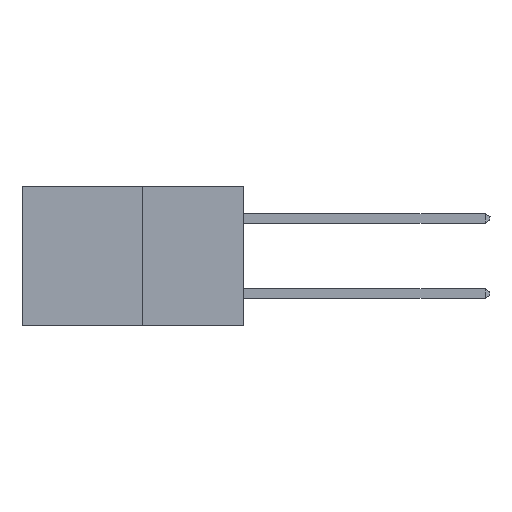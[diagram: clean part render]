
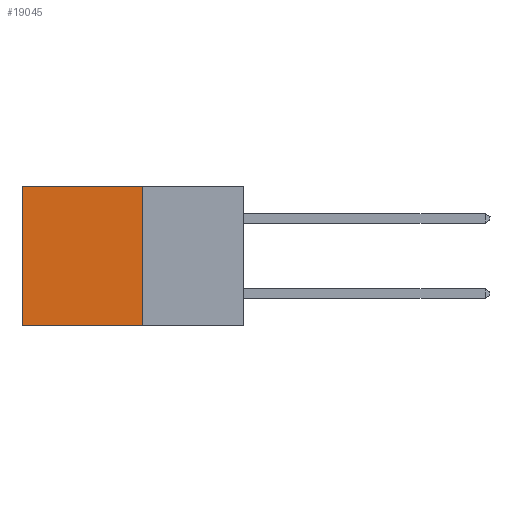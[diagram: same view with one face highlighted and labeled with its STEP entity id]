
A CAD part, left-side view. The second image highlights one B-rep face of the part: STEP entity #19045.
In plain terms, the highlighted planar face has unit normal (-1, 0, 0).
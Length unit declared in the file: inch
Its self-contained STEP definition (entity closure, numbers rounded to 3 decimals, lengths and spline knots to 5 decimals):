
#155 = DIRECTION ( 'NONE',  ( 0., 0., -1. ) ) ;
#223 = EDGE_CURVE ( 'NONE', #20271, #5523, #18806, .T. ) ;
#547 = LINE ( 'NONE', #15825, #14421 ) ;
#899 = CARTESIAN_POINT ( 'NONE',  ( 0.277, 0.59, -0.37 ) ) ;
#1581 = CARTESIAN_POINT ( 'NONE',  ( 0.277, 0.27, -0.37 ) ) ;
#3392 = ORIENTED_EDGE ( 'NONE', *, *, #15545, .T. ) ;
#3534 = LINE ( 'NONE', #8666, #19498 ) ;
#5523 = VERTEX_POINT ( 'NONE', #17701 ) ;
#5851 = EDGE_CURVE ( 'NONE', #20334, #8978, #3534, .T. ) ;
#5942 = ORIENTED_EDGE ( 'NONE', *, *, #17766, .F. ) ;
#6281 = VECTOR ( 'NONE', #16243, 39.37008 ) ;
#6680 = CARTESIAN_POINT ( 'NONE',  ( 0.277, 0.27, -0.37 ) ) ;
#6778 = CARTESIAN_POINT ( 'NONE',  ( 0.277, 0.59, 0. ) ) ;
#8274 = LINE ( 'NONE', #1581, #15933 ) ;
#8518 = DIRECTION ( 'NONE',  ( 0., 0., -1. ) ) ;
#8632 = AXIS2_PLACEMENT_3D ( 'NONE', #10110, #18246, #8518 ) ;
#8666 = CARTESIAN_POINT ( 'NONE',  ( 0.277, 0.59, -0.37 ) ) ;
#8978 = VERTEX_POINT ( 'NONE', #899 ) ;
#9442 = EDGE_LOOP ( 'NONE', ( #18357, #5942, #13766, #3392 ) ) ;
#10110 = CARTESIAN_POINT ( 'NONE',  ( 0.277, 0.27, -0.37 ) ) ;
#10919 = DIRECTION ( 'NONE',  ( 0., 1., 0. ) ) ;
#13391 = PLANE ( 'NONE',  #8632 ) ;
#13766 = ORIENTED_EDGE ( 'NONE', *, *, #223, .F. ) ;
#14421 = VECTOR ( 'NONE', #10919, 39.37008 ) ;
#14977 = DIRECTION ( 'NONE',  ( 0., 1., 0. ) ) ;
#15545 = EDGE_CURVE ( 'NONE', #20271, #20334, #547, .T. ) ;
#15825 = CARTESIAN_POINT ( 'NONE',  ( 0.277, 0.27, 0. ) ) ;
#15933 = VECTOR ( 'NONE', #14977, 39.37008 ) ;
#16243 = DIRECTION ( 'NONE',  ( 0., 0., -1. ) ) ;
#16867 = FACE_OUTER_BOUND ( 'NONE', #9442, .T. ) ;
#17701 = CARTESIAN_POINT ( 'NONE',  ( 0.277, 0.27, -0.37 ) ) ;
#17766 = EDGE_CURVE ( 'NONE', #5523, #8978, #8274, .T. ) ;
#18246 = DIRECTION ( 'NONE',  ( 1., 0., 0. ) ) ;
#18357 = ORIENTED_EDGE ( 'NONE', *, *, #5851, .T. ) ;
#18806 = LINE ( 'NONE', #6680, #6281 ) ;
#19045 = ADVANCED_FACE ( 'NONE', ( #16867 ), #13391, .F. ) ;
#19498 = VECTOR ( 'NONE', #155, 39.37008 ) ;
#19689 = CARTESIAN_POINT ( 'NONE',  ( 0.277, 0.27, 0. ) ) ;
#20271 = VERTEX_POINT ( 'NONE', #19689 ) ;
#20334 = VERTEX_POINT ( 'NONE', #6778 ) ;
